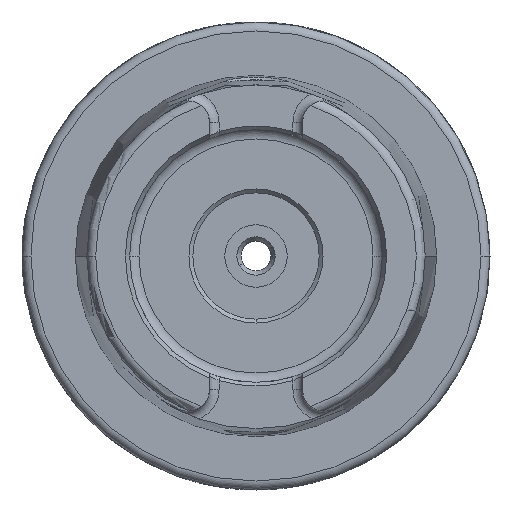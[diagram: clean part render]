
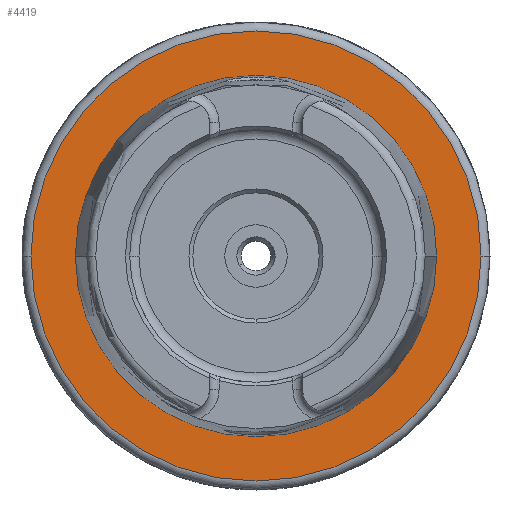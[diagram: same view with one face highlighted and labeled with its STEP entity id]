
A CAD part, left-side view. The second image highlights one B-rep face of the part: STEP entity #4419.
In plain terms, the highlighted planar face has unit normal (-1, 0, 0).
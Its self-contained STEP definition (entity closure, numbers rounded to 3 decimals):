
#32 = DIRECTION ( 'NONE',  ( 0., 1., 0. ) ) ;
#173 = ORIENTED_EDGE ( 'NONE', *, *, #4890, .T. ) ;
#209 = CARTESIAN_POINT ( 'NONE',  ( 0., 24.321, 0. ) ) ;
#288 = AXIS2_PLACEMENT_3D ( 'NONE', #4149, #2917, #32 ) ;
#367 = ORIENTED_EDGE ( 'NONE', *, *, #2658, .F. ) ;
#497 = AXIS2_PLACEMENT_3D ( 'NONE', #4600, #6962, #7475 ) ;
#622 = VERTEX_POINT ( 'NONE', #4593 ) ;
#814 = DIRECTION ( 'NONE',  ( 0., 1., 0. ) ) ;
#1186 = VERTEX_POINT ( 'NONE', #3267 ) ;
#1284 = ORIENTED_EDGE ( 'NONE', *, *, #4625, .F. ) ;
#1471 = CARTESIAN_POINT ( 'NONE',  ( 0., 0., 0. ) ) ;
#1995 = FACE_OUTER_BOUND ( 'NONE', #5401, .T. ) ;
#2325 = VERTEX_POINT ( 'NONE', #6170 ) ;
#2538 = CIRCLE ( 'NONE', #6648, 30.3 ) ;
#2558 = DIRECTION ( 'NONE',  ( -1., 0., 0. ) ) ;
#2658 = EDGE_CURVE ( 'NONE', #1186, #2325, #7220, .T. ) ;
#2917 = DIRECTION ( 'NONE',  ( 1., 0., 0. ) ) ;
#3172 = DIRECTION ( 'NONE',  ( 0., -1., 0. ) ) ;
#3267 = CARTESIAN_POINT ( 'NONE',  ( 0., 30.3, 0. ) ) ;
#3580 = AXIS2_PLACEMENT_3D ( 'NONE', #209, #2558, #3172 ) ;
#3832 = CIRCLE ( 'NONE', #497, 24.321 ) ;
#4087 = CARTESIAN_POINT ( 'NONE',  ( 0., -24.321, 0. ) ) ;
#4149 = CARTESIAN_POINT ( 'NONE',  ( 0., 0., 0. ) ) ;
#4419 = ADVANCED_FACE ( 'NONE', ( #6130, #1995 ), #5520, .T. ) ;
#4552 = CARTESIAN_POINT ( 'NONE',  ( 0., 0., 0. ) ) ;
#4593 = CARTESIAN_POINT ( 'NONE',  ( 0., 24.321, 0. ) ) ;
#4600 = CARTESIAN_POINT ( 'NONE',  ( 0., 0., 0. ) ) ;
#4625 = EDGE_CURVE ( 'NONE', #2325, #1186, #2538, .T. ) ;
#4656 = CIRCLE ( 'NONE', #6625, 24.321 ) ;
#4890 = EDGE_CURVE ( 'NONE', #622, #5485, #4656, .T. ) ;
#5364 = EDGE_CURVE ( 'NONE', #5485, #622, #3832, .T. ) ;
#5401 = EDGE_LOOP ( 'NONE', ( #367, #1284 ) ) ;
#5474 = ORIENTED_EDGE ( 'NONE', *, *, #5364, .T. ) ;
#5485 = VERTEX_POINT ( 'NONE', #4087 ) ;
#5520 = PLANE ( 'NONE',  #3580 ) ;
#6130 = FACE_BOUND ( 'NONE', #6887, .T. ) ;
#6170 = CARTESIAN_POINT ( 'NONE',  ( 0., -30.3, 0. ) ) ;
#6268 = DIRECTION ( 'NONE',  ( 1., 0., 0. ) ) ;
#6318 = DIRECTION ( 'NONE',  ( 0., 1., 0. ) ) ;
#6625 = AXIS2_PLACEMENT_3D ( 'NONE', #1471, #6268, #814 ) ;
#6648 = AXIS2_PLACEMENT_3D ( 'NONE', #4552, #7541, #6318 ) ;
#6887 = EDGE_LOOP ( 'NONE', ( #173, #5474 ) ) ;
#6962 = DIRECTION ( 'NONE',  ( 1., 0., 0. ) ) ;
#7220 = CIRCLE ( 'NONE', #288, 30.3 ) ;
#7475 = DIRECTION ( 'NONE',  ( 0., 1., 0. ) ) ;
#7541 = DIRECTION ( 'NONE',  ( 1., 0., 0. ) ) ;
